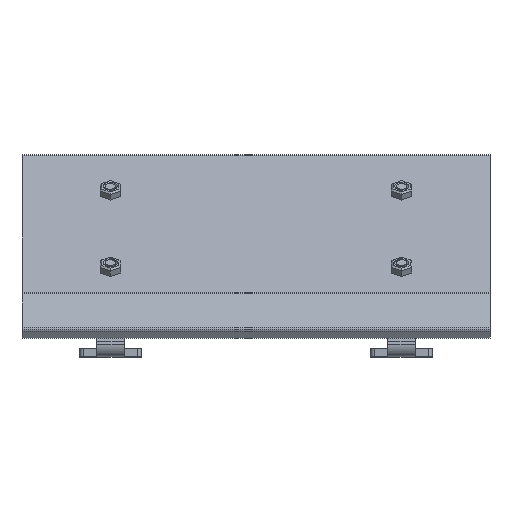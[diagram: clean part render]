
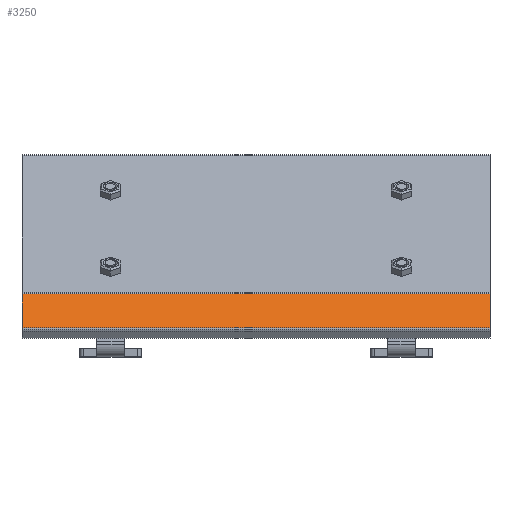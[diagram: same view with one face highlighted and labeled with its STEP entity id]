
A CAD part, top view. The second image highlights one B-rep face of the part: STEP entity #3250.
In plain terms, the highlighted planar face has unit normal (0, 0.419, 0.908).
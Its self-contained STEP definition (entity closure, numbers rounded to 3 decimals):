
#376 = EDGE_LOOP ( 'NONE', ( #6481, #49773, #25148, #47888 ) ) ;
#3013 = VECTOR ( 'NONE', #15241, 1000. ) ;
#3250 = ADVANCED_FACE ( 'NONE', ( #26451 ), #46952, .T. ) ;
#5539 = VERTEX_POINT ( 'NONE', #43731 ) ;
#5638 = DIRECTION ( 'NONE',  ( -1., 0., 0. ) ) ;
#6442 = CARTESIAN_POINT ( 'NONE',  ( 60., -72.892, 136.979 ) ) ;
#6481 = ORIENTED_EDGE ( 'NONE', *, *, #46674, .F. ) ;
#8231 = VERTEX_POINT ( 'NONE', #44107 ) ;
#13722 = DIRECTION ( 'NONE',  ( -1., 0., 0. ) ) ;
#14158 = LINE ( 'NONE', #28474, #3013 ) ;
#15241 = DIRECTION ( 'NONE',  ( 0., 0.908, -0.42 ) ) ;
#17434 = DIRECTION ( 'NONE',  ( 0., 0.908, -0.42 ) ) ;
#20320 = CARTESIAN_POINT ( 'NONE',  ( 60., -52.922, 127.749 ) ) ;
#25148 = ORIENTED_EDGE ( 'NONE', *, *, #46739, .T. ) ;
#26451 = FACE_OUTER_BOUND ( 'NONE', #376, .T. ) ;
#26607 = CARTESIAN_POINT ( 'NONE',  ( 60., -52.922, 127.749 ) ) ;
#28474 = CARTESIAN_POINT ( 'NONE',  ( -215., -72.892, 136.979 ) ) ;
#32802 = CARTESIAN_POINT ( 'NONE',  ( 60., -72.892, 136.979 ) ) ;
#33493 = LINE ( 'NONE', #26607, #56085 ) ;
#37207 = AXIS2_PLACEMENT_3D ( 'NONE', #47891, #46414, #46343 ) ;
#41797 = VERTEX_POINT ( 'NONE', #56518 ) ;
#43731 = CARTESIAN_POINT ( 'NONE',  ( 60., -72.892, 136.979 ) ) ;
#44107 = CARTESIAN_POINT ( 'NONE',  ( -215., -72.892, 136.979 ) ) ;
#44667 = VECTOR ( 'NONE', #5638, 1000. ) ;
#46190 = VERTEX_POINT ( 'NONE', #20320 ) ;
#46343 = DIRECTION ( 'NONE',  ( 0., -0.908, 0.42 ) ) ;
#46414 = DIRECTION ( 'NONE',  ( 0., 0.42, 0.908 ) ) ;
#46478 = EDGE_CURVE ( 'NONE', #46190, #41797, #33493, .T. ) ;
#46674 = EDGE_CURVE ( 'NONE', #8231, #41797, #14158, .T. ) ;
#46678 = EDGE_CURVE ( 'NONE', #5539, #8231, #56790, .T. ) ;
#46739 = EDGE_CURVE ( 'NONE', #5539, #46190, #56590, .T. ) ;
#46952 = PLANE ( 'NONE',  #37207 ) ;
#47888 = ORIENTED_EDGE ( 'NONE', *, *, #46478, .T. ) ;
#47891 = CARTESIAN_POINT ( 'NONE',  ( 60., -72.892, 136.979 ) ) ;
#49773 = ORIENTED_EDGE ( 'NONE', *, *, #46678, .F. ) ;
#53851 = VECTOR ( 'NONE', #17434, 1000. ) ;
#56085 = VECTOR ( 'NONE', #13722, 1000. ) ;
#56518 = CARTESIAN_POINT ( 'NONE',  ( -215., -52.922, 127.749 ) ) ;
#56590 = LINE ( 'NONE', #6442, #53851 ) ;
#56790 = LINE ( 'NONE', #32802, #44667 ) ;
